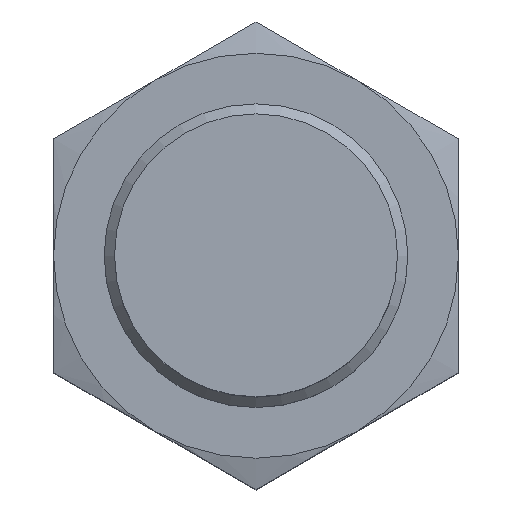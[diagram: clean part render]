
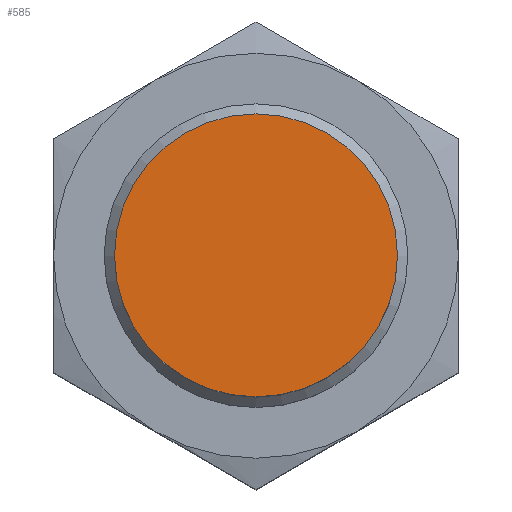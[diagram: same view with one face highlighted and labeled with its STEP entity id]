
A CAD part, top view. The second image highlights one B-rep face of the part: STEP entity #585.
In plain terms, the highlighted face is planar.
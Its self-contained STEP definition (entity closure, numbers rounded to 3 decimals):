
#47=PLANE('',#666);
#122=CIRCLE('',#667,8.387);
#170=ORIENTED_EDGE('',*,*,#330,.F.);
#330=EDGE_CURVE('',#408,#408,#122,.T.);
#408=VERTEX_POINT('',#1001);
#452=EDGE_LOOP('',(#170));
#514=FACE_BOUND('',#452,.T.);
#585=ADVANCED_FACE('',(#514),#47,.F.);
#666=AXIS2_PLACEMENT_3D('',#999,#772,#773);
#667=AXIS2_PLACEMENT_3D('',#1000,#774,#775);
#772=DIRECTION('',(1.,0.,0.));
#773=DIRECTION('',(0.,0.,-1.));
#774=DIRECTION('',(1.,0.,0.));
#775=DIRECTION('',(0.,0.,-1.));
#999=CARTESIAN_POINT('',(0.,0.,0.));
#1000=CARTESIAN_POINT('',(0.,0.,0.));
#1001=CARTESIAN_POINT('',(0.,0.,-8.387));
